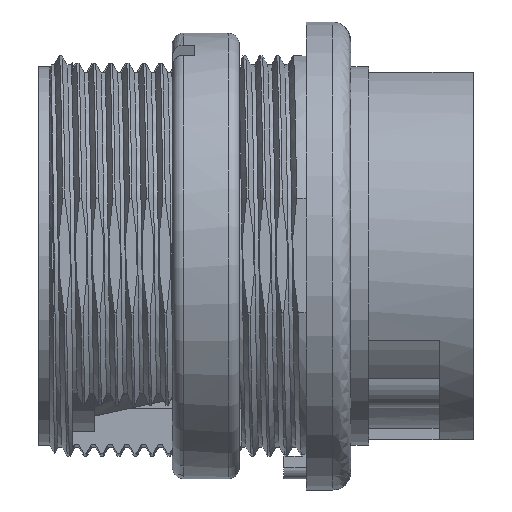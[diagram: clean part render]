
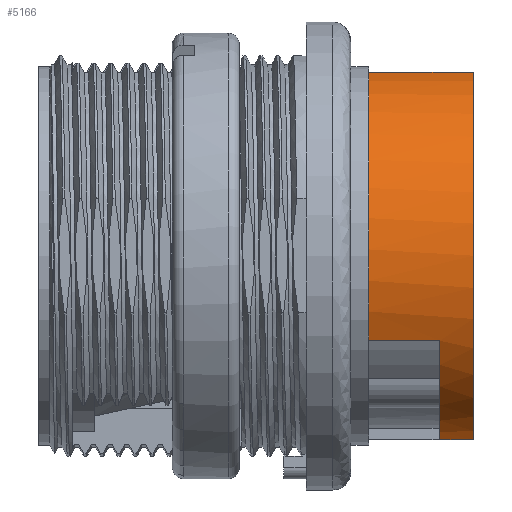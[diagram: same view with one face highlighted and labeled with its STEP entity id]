
A CAD part, top view. The second image highlights one B-rep face of the part: STEP entity #5166.
In plain terms, the highlighted cylindrical face has radius 8.4 mm (diameter 16.8 mm), a partial arc.
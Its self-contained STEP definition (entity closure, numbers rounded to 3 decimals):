
#3771=CYLINDRICAL_SURFACE('',#14140,8.4);
#4056=FACE_OUTER_BOUND('',#7400,.T.);
#5166=ADVANCED_FACE('3-0-225',(#4056),#3771,.T.);
#6074=LINE('',#29810,#6752);
#6080=LINE('',#29831,#6758);
#6082=LINE('',#29840,#6760);
#6752=VECTOR('',#15372,1.);
#6758=VECTOR('',#15392,1.);
#6760=VECTOR('',#15404,1.);
#7400=EDGE_LOOP('',(#8978,#8979,#8980,#8981,#8982,#8983));
#8978=ORIENTED_EDGE('',*,*,#12956,.T.);
#8979=ORIENTED_EDGE('',*,*,#12943,.T.);
#8980=ORIENTED_EDGE('',*,*,#12957,.T.);
#8981=ORIENTED_EDGE('',*,*,#12958,.T.);
#8982=ORIENTED_EDGE('',*,*,#12959,.F.);
#8983=ORIENTED_EDGE('',*,*,#12953,.T.);
#11661=VERTEX_POINT('',#29809);
#11662=VERTEX_POINT('',#29811);
#11669=VERTEX_POINT('',#29830);
#11670=VERTEX_POINT('',#29832);
#11671=VERTEX_POINT('',#29839);
#11672=VERTEX_POINT('',#29841);
#12943=EDGE_CURVE('',#11662,#11661,#6074,.T.);
#12953=EDGE_CURVE('',#11670,#11669,#6080,.T.);
#12956=EDGE_CURVE('',#11669,#11662,#13761,.T.);
#12957=EDGE_CURVE('',#11661,#11671,#13762,.T.);
#12958=EDGE_CURVE('',#11671,#11672,#6082,.T.);
#12959=EDGE_CURVE('',#11670,#11672,#13763,.T.);
#13761=CIRCLE('',#14136,8.4);
#13762=CIRCLE('',#14138,8.4);
#13763=CIRCLE('',#14139,8.4);
#14136=AXIS2_PLACEMENT_3D('',#29836,#15398,#15399);
#14138=AXIS2_PLACEMENT_3D('',#29838,#15402,#15403);
#14139=AXIS2_PLACEMENT_3D('',#29842,#15405,#15406);
#14140=AXIS2_PLACEMENT_3D('',#29843,#15407,#15408);
#15372=DIRECTION('',(1.,0.,0.));
#15392=DIRECTION('',(1.,0.,0.));
#15398=DIRECTION('',(1.,0.,0.));
#15399=DIRECTION('',(0.,-0.454,0.891));
#15402=DIRECTION('',(-1.,0.,0.));
#15403=DIRECTION('',(0.,-0.982,0.19));
#15404=DIRECTION('',(-1.,0.,0.));
#15405=DIRECTION('',(-1.,0.,0.));
#15406=DIRECTION('',(0.,-0.454,0.891));
#15407=DIRECTION('',(-1.,0.,0.));
#15408=DIRECTION('',(0.,-1.,0.));
#29809=CARTESIAN_POINT('',(-47.827,-36.062,1.125));
#29810=CARTESIAN_POINT('',(-49.327,-36.062,1.125));
#29811=CARTESIAN_POINT('',(-49.327,-36.062,1.125));
#29830=CARTESIAN_POINT('',(-49.327,-31.629,7.009));
#29831=CARTESIAN_POINT('',(-52.527,-31.629,7.009));
#29832=CARTESIAN_POINT('',(-52.527,-31.629,7.009));
#29836=CARTESIAN_POINT('',(-49.327,-27.815,-0.475));
#29838=CARTESIAN_POINT('',(-47.827,-27.815,-0.475));
#29839=CARTESIAN_POINT('',(-47.827,-19.569,1.125));
#29840=CARTESIAN_POINT('',(-47.827,-19.569,1.125));
#29841=CARTESIAN_POINT('',(-52.527,-19.569,1.125));
#29842=CARTESIAN_POINT('',(-52.527,-27.815,-0.475));
#29843=CARTESIAN_POINT('',(-47.827,-27.815,-0.475));
